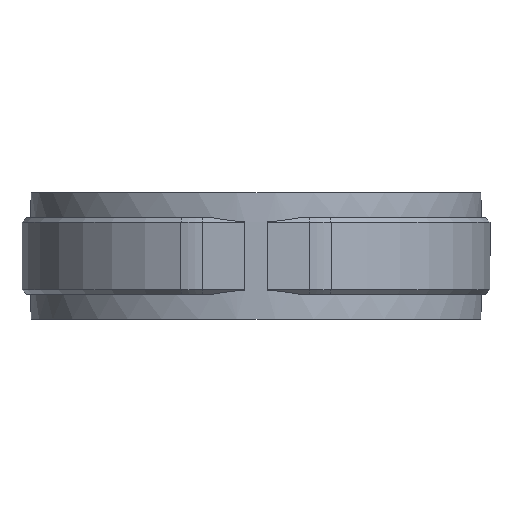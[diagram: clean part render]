
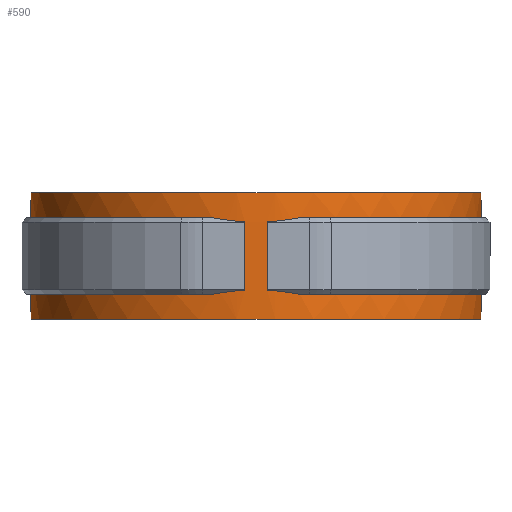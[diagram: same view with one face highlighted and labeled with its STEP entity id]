
A CAD part, front view. The second image highlights one B-rep face of the part: STEP entity #590.
In plain terms, the highlighted cylindrical face has radius 50 mm (diameter 100 mm), a partial arc.
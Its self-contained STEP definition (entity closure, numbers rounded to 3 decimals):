
#590 = ADVANCED_FACE( '', ( #1112 ), #1113, .T. );
#1112 = FACE_OUTER_BOUND( '', #2433, .T. );
#1113 = CYLINDRICAL_SURFACE( '', #2434, 50. );
#2433 = EDGE_LOOP( '', ( #5613, #5614, #5615, #5616, #5617, #5618, #5619, #5620, #5621, #5622, #5623, #5624, #5625, #5626, #5627, #5628 ) );
#2434 = AXIS2_PLACEMENT_3D( '', #5629, #5630, #5631 );
#5613 = ORIENTED_EDGE( '', *, *, #7942, .F. );
#5614 = ORIENTED_EDGE( '', *, *, #7825, .T. );
#5615 = ORIENTED_EDGE( '', *, *, #7962, .T. );
#5616 = ORIENTED_EDGE( '', *, *, #7968, .T. );
#5617 = ORIENTED_EDGE( '', *, *, #8005, .T. );
#5618 = ORIENTED_EDGE( '', *, *, #7772, .T. );
#5619 = ORIENTED_EDGE( '', *, *, #8006, .T. );
#5620 = ORIENTED_EDGE( '', *, *, #7903, .F. );
#5621 = ORIENTED_EDGE( '', *, *, #7997, .T. );
#5622 = ORIENTED_EDGE( '', *, *, #8007, .T. );
#5623 = ORIENTED_EDGE( '', *, *, #7975, .T. );
#5624 = ORIENTED_EDGE( '', *, *, #7843, .T. );
#5625 = ORIENTED_EDGE( '', *, *, #7998, .F. );
#5626 = ORIENTED_EDGE( '', *, *, #7907, .F. );
#5627 = ORIENTED_EDGE( '', *, *, #8008, .F. );
#5628 = ORIENTED_EDGE( '', *, *, #7768, .T. );
#5629 = CARTESIAN_POINT( '', ( 0., 0., -14. ) );
#5630 = DIRECTION( '', ( 0., 0., 1. ) );
#5631 = DIRECTION( '', ( -0.141, 0.99, 0. ) );
#7768 = EDGE_CURVE( '', #8898, #8895, #8899, .F. );
#7772 = EDGE_CURVE( '', #8906, #8904, #8907, .F. );
#7825 = EDGE_CURVE( '', #9005, #9003, #9006, .T. );
#7843 = EDGE_CURVE( '', #9035, #9033, #9036, .T. );
#7903 = EDGE_CURVE( '', #9140, #9142, #9143, .F. );
#7907 = EDGE_CURVE( '', #9148, #9135, #9150, .F. );
#7942 = EDGE_CURVE( '', #9005, #8895, #9200, .T. );
#7962 = EDGE_CURVE( '', #9003, #9230, #9232, .F. );
#7968 = EDGE_CURVE( '', #9230, #9238, #9240, .F. );
#7975 = EDGE_CURVE( '', #9253, #9035, #9254, .T. );
#7997 = EDGE_CURVE( '', #9140, #9284, #9286, .T. );
#7998 = EDGE_CURVE( '', #9135, #9033, #9287, .T. );
#8005 = EDGE_CURVE( '', #9238, #8906, #9297, .T. );
#8006 = EDGE_CURVE( '', #8904, #9142, #9298, .F. );
#8007 = EDGE_CURVE( '', #9284, #9253, #9299, .F. );
#8008 = EDGE_CURVE( '', #8898, #9148, #9300, .F. );
#8895 = VERTEX_POINT( '', #12048 );
#8898 = VERTEX_POINT( '', #12052 );
#8899 = LINE( '', #12053, #12054 );
#8904 = VERTEX_POINT( '', #12061 );
#8906 = VERTEX_POINT( '', #12064 );
#8907 = LINE( '', #12065, #12066 );
#9003 = VERTEX_POINT( '', #12299 );
#9005 = VERTEX_POINT( '', #12302 );
#9006 = ELLIPSE( '', #12303, 70.711, 50. );
#9033 = VERTEX_POINT( '', #12357 );
#9035 = VERTEX_POINT( '', #12360 );
#9036 = ELLIPSE( '', #12361, 70.711, 50. );
#9135 = VERTEX_POINT( '', #12860 );
#9140 = VERTEX_POINT( '', #12870 );
#9142 = VERTEX_POINT( '', #12873 );
#9143 = LINE( '', #12874, #12875 );
#9148 = VERTEX_POINT( '', #12882 );
#9150 = LINE( '', #12885, #12886 );
#9200 = CIRCLE( '', #13012, 50. );
#9230 = VERTEX_POINT( '', #13053 );
#9232 = LINE( '', #13056, #13057 );
#9238 = VERTEX_POINT( '', #13065 );
#9240 = ELLIPSE( '', #13068, 70.711, 50. );
#9253 = VERTEX_POINT( '', #13093 );
#9254 = LINE( '', #13094, #13095 );
#9284 = VERTEX_POINT( '', #13166 );
#9286 = CIRCLE( '', #13169, 50. );
#9287 = CIRCLE( '', #13170, 50. );
#9297 = CIRCLE( '', #13185, 50. );
#9298 = CIRCLE( '', #13186, 50. );
#9299 = ELLIPSE( '', #13187, 70.711, 50. );
#9300 = CIRCLE( '', #13188, 50. );
#12048 = CARTESIAN_POINT( '', ( 6., 49.639, -8.5 ) );
#12052 = CARTESIAN_POINT( '', ( 6., 49.639, -14. ) );
#12053 = CARTESIAN_POINT( '', ( 6., 49.639, -14. ) );
#12054 = VECTOR( '', #14845, 1000. );
#12061 = CARTESIAN_POINT( '', ( 6., 49.639, 14. ) );
#12064 = CARTESIAN_POINT( '', ( 6., 49.639, 8.5 ) );
#12065 = CARTESIAN_POINT( '', ( 6., 49.639, -14. ) );
#12066 = VECTOR( '', #14849, 1000. );
#12299 = CARTESIAN_POINT( '', ( 2.5, -49.937, -7.613 ) );
#12302 = CARTESIAN_POINT( '', ( 9.7, -49.05, -8.5 ) );
#12303 = AXIS2_PLACEMENT_3D( '', #14880, #14881, #14882 );
#12357 = CARTESIAN_POINT( '', ( -9.7, -49.05, -8.5 ) );
#12360 = CARTESIAN_POINT( '', ( -2.5, -49.937, -7.613 ) );
#12361 = AXIS2_PLACEMENT_3D( '', #14897, #14898, #14899 );
#12860 = CARTESIAN_POINT( '', ( -6., 49.639, -8.5 ) );
#12870 = CARTESIAN_POINT( '', ( -6., 49.639, 8.5 ) );
#12873 = CARTESIAN_POINT( '', ( -6., 49.639, 14. ) );
#12874 = CARTESIAN_POINT( '', ( -6., 49.639, -14. ) );
#12875 = VECTOR( '', #14945, 1000. );
#12882 = CARTESIAN_POINT( '', ( -6., 49.639, -14. ) );
#12885 = CARTESIAN_POINT( '', ( -6., 49.639, -14. ) );
#12886 = VECTOR( '', #14949, 1000. );
#13012 = AXIS2_PLACEMENT_3D( '', #14974, #14975, #14976 );
#13053 = CARTESIAN_POINT( '', ( 2.5, -49.937, 7.613 ) );
#13056 = CARTESIAN_POINT( '', ( 2.5, -49.937, -14. ) );
#13057 = VECTOR( '', #15010, 1000. );
#13065 = CARTESIAN_POINT( '', ( 9.7, -49.05, 8.5 ) );
#13068 = AXIS2_PLACEMENT_3D( '', #15020, #15021, #15022 );
#13093 = CARTESIAN_POINT( '', ( -2.5, -49.937, 7.613 ) );
#13094 = CARTESIAN_POINT( '', ( -2.5, -49.937, -14. ) );
#13095 = VECTOR( '', #15028, 1000. );
#13166 = CARTESIAN_POINT( '', ( -9.7, -49.05, 8.5 ) );
#13169 = AXIS2_PLACEMENT_3D( '', #15050, #15051, #15052 );
#13170 = AXIS2_PLACEMENT_3D( '', #15053, #15054, #15055 );
#13185 = AXIS2_PLACEMENT_3D( '', #15064, #15065, #15066 );
#13186 = AXIS2_PLACEMENT_3D( '', #15067, #15068, #15069 );
#13187 = AXIS2_PLACEMENT_3D( '', #15070, #15071, #15072 );
#13188 = AXIS2_PLACEMENT_3D( '', #15073, #15074, #15075 );
#14845 = DIRECTION( '', ( 0., 0., -1. ) );
#14849 = DIRECTION( '', ( 0., 0., -1. ) );
#14880 = CARTESIAN_POINT( '', ( 0., 0., -57.55 ) );
#14881 = DIRECTION( '', ( 0., -0.707, -0.707 ) );
#14882 = DIRECTION( '', ( 0., 0.707, -0.707 ) );
#14897 = CARTESIAN_POINT( '', ( 0., 0., -57.55 ) );
#14898 = DIRECTION( '', ( 0., -0.707, -0.707 ) );
#14899 = DIRECTION( '', ( 0., 0.707, -0.707 ) );
#14945 = DIRECTION( '', ( 0., 0., -1. ) );
#14949 = DIRECTION( '', ( 0., 0., -1. ) );
#14974 = CARTESIAN_POINT( '', ( 0., 0., -8.5 ) );
#14975 = DIRECTION( '', ( 0., 0., 1. ) );
#14976 = DIRECTION( '', ( 1., 0., 0. ) );
#15010 = DIRECTION( '', ( 0., 0., -1. ) );
#15020 = CARTESIAN_POINT( '', ( 0., 0., 57.55 ) );
#15021 = DIRECTION( '', ( 0., 0.707, -0.707 ) );
#15022 = DIRECTION( '', ( 0., -0.707, -0.707 ) );
#15028 = DIRECTION( '', ( 0., 0., -1. ) );
#15050 = CARTESIAN_POINT( '', ( 0., 0., 8.5 ) );
#15051 = DIRECTION( '', ( 0., 0., 1. ) );
#15052 = DIRECTION( '', ( 1., 0., 0. ) );
#15053 = CARTESIAN_POINT( '', ( 0., 0., -8.5 ) );
#15054 = DIRECTION( '', ( 0., 0., 1. ) );
#15055 = DIRECTION( '', ( 1., 0., 0. ) );
#15064 = CARTESIAN_POINT( '', ( 0., 0., 8.5 ) );
#15065 = DIRECTION( '', ( 0., 0., 1. ) );
#15066 = DIRECTION( '', ( 1., 0., 0. ) );
#15067 = CARTESIAN_POINT( '', ( 0., 0., 14. ) );
#15068 = DIRECTION( '', ( 0., 0., 1. ) );
#15069 = DIRECTION( '', ( 1., 0., 0. ) );
#15070 = CARTESIAN_POINT( '', ( 0., 0., 57.55 ) );
#15071 = DIRECTION( '', ( 0., 0.707, -0.707 ) );
#15072 = DIRECTION( '', ( 0., -0.707, -0.707 ) );
#15073 = CARTESIAN_POINT( '', ( 0., 0., -14. ) );
#15074 = DIRECTION( '', ( 0., 0., 1. ) );
#15075 = DIRECTION( '', ( 1., 0., 0. ) );
